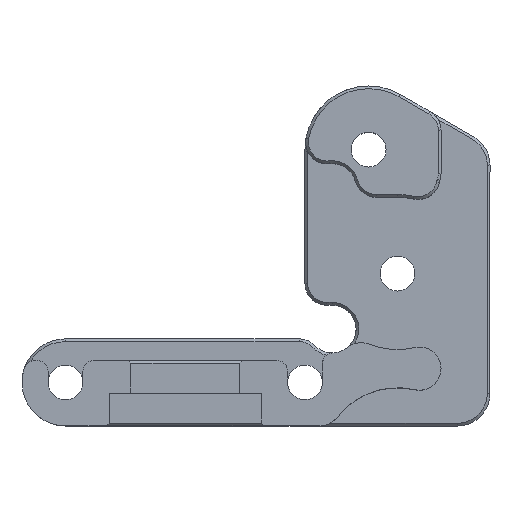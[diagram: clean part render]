
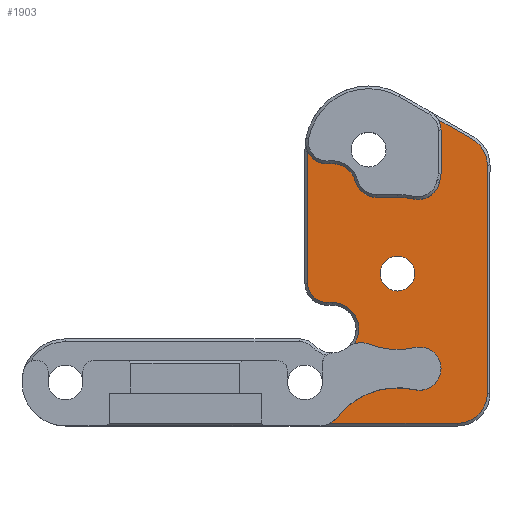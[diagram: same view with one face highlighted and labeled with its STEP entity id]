
A CAD part, top view. The second image highlights one B-rep face of the part: STEP entity #1903.
In plain terms, the highlighted planar face has unit normal (0, 0, 1).
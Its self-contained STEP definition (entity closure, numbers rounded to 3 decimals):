
#23=FACE_BOUND('',#320,.T.);
#106=PLANE('',#2116);
#207=FACE_OUTER_BOUND('',#319,.T.);
#319=EDGE_LOOP('',(#1720,#1721,#1722,#1723,#1724,#1725,#1726,#1727,#1728,
#1729,#1730,#1731,#1732,#1733,#1734,#1735,#1736,#1737,#1738,#1739,#1740,
#1741,#1742,#1743,#1744));
#320=EDGE_LOOP('',(#1745));
#346=CIRCLE('',#1956,7.);
#347=CIRCLE('',#1959,2.);
#348=CIRCLE('',#1961,2.2);
#349=CIRCLE('',#1963,2.);
#366=CIRCLE('',#1990,2.75);
#368=CIRCLE('',#1994,2.75);
#372=CIRCLE('',#2007,1.75);
#374=CIRCLE('',#2011,2.45);
#410=CIRCLE('',#2086,1.6);
#415=CIRCLE('',#2108,2.);
#416=CIRCLE('',#2111,2.);
#417=CIRCLE('',#2113,2.2);
#418=CIRCLE('',#2115,2.);
#419=CIRCLE('',#2117,2.);
#420=CIRCLE('',#2118,7.);
#421=CIRCLE('',#2119,1.96);
#422=CIRCLE('',#2120,2.);
#423=CIRCLE('',#2121,7.);
#424=CIRCLE('',#2122,2.);
#446=LINE('',#2797,#619);
#465=LINE('',#2910,#638);
#468=LINE('',#2921,#641);
#471=LINE('',#2933,#644);
#491=LINE('',#2975,#664);
#494=LINE('',#2986,#667);
#590=LINE('',#3284,#763);
#619=VECTOR('',#2219,10.);
#638=VECTOR('',#2300,10.);
#641=VECTOR('',#2311,10.);
#644=VECTOR('',#2324,10.);
#664=VECTOR('',#2360,10.);
#667=VECTOR('',#2371,10.);
#763=VECTOR('',#2667,10.);
#795=VERTEX_POINT('',#2789);
#796=VERTEX_POINT('',#2791);
#797=VERTEX_POINT('',#2795);
#798=VERTEX_POINT('',#2799);
#799=VERTEX_POINT('',#2803);
#802=VERTEX_POINT('',#2818);
#829=VERTEX_POINT('',#2903);
#832=VERTEX_POINT('',#2908);
#834=VERTEX_POINT('',#2913);
#836=VERTEX_POINT('',#2919);
#838=VERTEX_POINT('',#2925);
#840=VERTEX_POINT('',#2931);
#854=VERTEX_POINT('',#2973);
#856=VERTEX_POINT('',#2978);
#858=VERTEX_POINT('',#2984);
#860=VERTEX_POINT('',#2990);
#924=VERTEX_POINT('',#3228);
#933=VERTEX_POINT('',#3278);
#934=VERTEX_POINT('',#3282);
#935=VERTEX_POINT('',#3286);
#936=VERTEX_POINT('',#3290);
#937=VERTEX_POINT('',#3296);
#938=VERTEX_POINT('',#3298);
#939=VERTEX_POINT('',#3300);
#940=VERTEX_POINT('',#3302);
#941=VERTEX_POINT('',#3304);
#979=EDGE_CURVE('',#796,#795,#346,.T.);
#982=EDGE_CURVE('',#795,#797,#446,.T.);
#984=EDGE_CURVE('',#797,#798,#347,.T.);
#986=EDGE_CURVE('',#798,#799,#348,.T.);
#990=EDGE_CURVE('',#799,#802,#349,.T.);
#1025=EDGE_CURVE('',#832,#829,#465,.T.);
#1027=EDGE_CURVE('',#834,#832,#366,.T.);
#1030=EDGE_CURVE('',#836,#834,#468,.T.);
#1033=EDGE_CURVE('',#838,#836,#368,.T.);
#1036=EDGE_CURVE('',#840,#838,#471,.T.);
#1058=EDGE_CURVE('',#854,#802,#491,.T.);
#1060=EDGE_CURVE('',#856,#854,#372,.T.);
#1063=EDGE_CURVE('',#858,#856,#494,.T.);
#1066=EDGE_CURVE('',#860,#858,#374,.T.);
#1177=EDGE_CURVE('',#924,#924,#410,.T.);
#1201=EDGE_CURVE('',#840,#933,#415,.T.);
#1203=EDGE_CURVE('',#933,#934,#590,.T.);
#1205=EDGE_CURVE('',#934,#935,#416,.T.);
#1207=EDGE_CURVE('',#935,#936,#417,.T.);
#1208=EDGE_CURVE('',#936,#796,#418,.T.);
#1209=EDGE_CURVE('',#860,#937,#419,.T.);
#1210=EDGE_CURVE('',#937,#938,#420,.T.);
#1211=EDGE_CURVE('',#938,#939,#421,.T.);
#1212=EDGE_CURVE('',#939,#940,#422,.T.);
#1213=EDGE_CURVE('',#940,#941,#423,.T.);
#1214=EDGE_CURVE('',#941,#829,#424,.T.);
#1720=ORIENTED_EDGE('',*,*,#1036,.F.);
#1721=ORIENTED_EDGE('',*,*,#1201,.T.);
#1722=ORIENTED_EDGE('',*,*,#1203,.T.);
#1723=ORIENTED_EDGE('',*,*,#1205,.T.);
#1724=ORIENTED_EDGE('',*,*,#1207,.T.);
#1725=ORIENTED_EDGE('',*,*,#1208,.T.);
#1726=ORIENTED_EDGE('',*,*,#979,.T.);
#1727=ORIENTED_EDGE('',*,*,#982,.T.);
#1728=ORIENTED_EDGE('',*,*,#984,.T.);
#1729=ORIENTED_EDGE('',*,*,#986,.T.);
#1730=ORIENTED_EDGE('',*,*,#990,.T.);
#1731=ORIENTED_EDGE('',*,*,#1058,.F.);
#1732=ORIENTED_EDGE('',*,*,#1060,.F.);
#1733=ORIENTED_EDGE('',*,*,#1063,.F.);
#1734=ORIENTED_EDGE('',*,*,#1066,.F.);
#1735=ORIENTED_EDGE('',*,*,#1209,.T.);
#1736=ORIENTED_EDGE('',*,*,#1210,.T.);
#1737=ORIENTED_EDGE('',*,*,#1211,.T.);
#1738=ORIENTED_EDGE('',*,*,#1212,.T.);
#1739=ORIENTED_EDGE('',*,*,#1213,.T.);
#1740=ORIENTED_EDGE('',*,*,#1214,.T.);
#1741=ORIENTED_EDGE('',*,*,#1025,.F.);
#1742=ORIENTED_EDGE('',*,*,#1027,.F.);
#1743=ORIENTED_EDGE('',*,*,#1030,.F.);
#1744=ORIENTED_EDGE('',*,*,#1033,.F.);
#1745=ORIENTED_EDGE('',*,*,#1177,.T.);
#1903=ADVANCED_FACE('',(#207,#23),#106,.T.);
#1956=AXIS2_PLACEMENT_3D('',#2792,#2213,#2214);
#1959=AXIS2_PLACEMENT_3D('',#2801,#2223,#2224);
#1961=AXIS2_PLACEMENT_3D('',#2805,#2228,#2229);
#1963=AXIS2_PLACEMENT_3D('',#2823,#2233,#2234);
#1990=AXIS2_PLACEMENT_3D('',#2915,#2304,#2305);
#1994=AXIS2_PLACEMENT_3D('',#2927,#2316,#2317);
#2007=AXIS2_PLACEMENT_3D('',#2980,#2364,#2365);
#2011=AXIS2_PLACEMENT_3D('',#2997,#2375,#2376);
#2086=AXIS2_PLACEMENT_3D('',#3230,#2599,#2600);
#2108=AXIS2_PLACEMENT_3D('',#3280,#2662,#2663);
#2111=AXIS2_PLACEMENT_3D('',#3288,#2671,#2672);
#2113=AXIS2_PLACEMENT_3D('',#3292,#2676,#2677);
#2115=AXIS2_PLACEMENT_3D('',#3294,#2680,#2681);
#2116=AXIS2_PLACEMENT_3D('',#3295,#2682,#2683);
#2117=AXIS2_PLACEMENT_3D('',#3297,#2684,#2685);
#2118=AXIS2_PLACEMENT_3D('',#3299,#2686,#2687);
#2119=AXIS2_PLACEMENT_3D('',#3301,#2688,#2689);
#2120=AXIS2_PLACEMENT_3D('',#3303,#2690,#2691);
#2121=AXIS2_PLACEMENT_3D('',#3305,#2692,#2693);
#2122=AXIS2_PLACEMENT_3D('',#3306,#2694,#2695);
#2213=DIRECTION('center_axis',(0.,0.,1.));
#2214=DIRECTION('ref_axis',(0.211,0.978,0.));
#2219=DIRECTION('',(-1.,0.,0.));
#2223=DIRECTION('center_axis',(0.,0.,-1.));
#2224=DIRECTION('ref_axis',(-0.965,-0.262,0.));
#2228=DIRECTION('center_axis',(0.,0.,1.));
#2229=DIRECTION('ref_axis',(0.965,0.262,0.));
#2233=DIRECTION('center_axis',(0.,0.,-1.));
#2234=DIRECTION('ref_axis',(-0.983,0.181,0.));
#2300=DIRECTION('',(-1.,0.,0.));
#2304=DIRECTION('center_axis',(0.,0.,-1.));
#2305=DIRECTION('ref_axis',(0.,-1.,0.));
#2311=DIRECTION('',(0.,-1.,0.));
#2316=DIRECTION('center_axis',(0.,0.,-1.));
#2317=DIRECTION('ref_axis',(1.,0.,0.));
#2324=DIRECTION('',(0.866,-0.5,0.));
#2360=DIRECTION('',(0.,1.,0.));
#2364=DIRECTION('center_axis',(0.,0.,-1.));
#2365=DIRECTION('ref_axis',(-1.,0.,0.));
#2371=DIRECTION('',(-1.,0.,0.));
#2375=DIRECTION('center_axis',(0.,0.,1.));
#2376=DIRECTION('ref_axis',(0.723,0.69,0.));
#2599=DIRECTION('center_axis',(0.,0.,-1.));
#2600=DIRECTION('ref_axis',(-1.,0.,0.));
#2662=DIRECTION('center_axis',(0.,0.,-1.));
#2663=DIRECTION('ref_axis',(1.,0.,0.));
#2667=DIRECTION('',(0.,-1.,0.));
#2671=DIRECTION('center_axis',(0.,0.,-1.));
#2672=DIRECTION('ref_axis',(0.952,-0.306,0.));
#2676=DIRECTION('center_axis',(0.,0.,1.));
#2677=DIRECTION('ref_axis',(-0.952,0.306,0.));
#2680=DIRECTION('center_axis',(0.,0.,-1.));
#2681=DIRECTION('ref_axis',(-0.211,-0.978,0.));
#2682=DIRECTION('center_axis',(0.,0.,1.));
#2683=DIRECTION('ref_axis',(1.,0.,0.));
#2684=DIRECTION('center_axis',(0.,0.,-1.));
#2685=DIRECTION('ref_axis',(0.372,0.928,0.));
#2686=DIRECTION('center_axis',(0.,0.,1.));
#2687=DIRECTION('ref_axis',(-0.372,-0.928,0.));
#2688=DIRECTION('center_axis',(0.,0.,-1.));
#2689=DIRECTION('ref_axis',(1.,0.,0.));
#2690=DIRECTION('center_axis',(0.,0.,-1.));
#2691=DIRECTION('ref_axis',(-0.222,-0.975,0.));
#2692=DIRECTION('center_axis',(0.,0.,1.));
#2693=DIRECTION('ref_axis',(0.222,0.975,0.));
#2694=DIRECTION('center_axis',(0.,0.,-1.));
#2695=DIRECTION('ref_axis',(0.,-1.,0.));
#2789=CARTESIAN_POINT('',(90.,5.6,3.));
#2791=CARTESIAN_POINT('',(91.475,5.443,3.));
#2792=CARTESIAN_POINT('Origin',(90.,-1.4,3.));
#2795=CARTESIAN_POINT('',(88.052,5.6,3.));
#2797=CARTESIAN_POINT('',(82.526,5.6,3.));
#2799=CARTESIAN_POINT('',(86.122,7.076,3.));
#2801=CARTESIAN_POINT('Origin',(88.052,7.6,3.));
#2803=CARTESIAN_POINT('',(83.771,8.688,3.));
#2805=CARTESIAN_POINT('Origin',(83.999,6.5,3.));
#2818=CARTESIAN_POINT('',(81.75,9.834,3.));
#2823=CARTESIAN_POINT('Origin',(83.564,10.677,3.));
#2903=CARTESIAN_POINT('',(83.844,-15.15,3.));
#2908=CARTESIAN_POINT('',(95.5,-15.15,3.));
#2910=CARTESIAN_POINT('',(68.25,-15.15,3.));
#2913=CARTESIAN_POINT('',(98.25,-12.4,3.));
#2915=CARTESIAN_POINT('Origin',(95.5,-12.4,3.));
#2919=CARTESIAN_POINT('',(98.25,8.565,3.));
#2921=CARTESIAN_POINT('',(98.25,-6.093,3.));
#2925=CARTESIAN_POINT('',(96.875,10.947,3.));
#2927=CARTESIAN_POINT('Origin',(95.5,8.565,3.));
#2931=CARTESIAN_POINT('',(93.714,12.772,3.));
#2933=CARTESIAN_POINT('',(91.745,13.909,3.));
#2973=CARTESIAN_POINT('',(81.75,-2.3,3.));
#2975=CARTESIAN_POINT('',(81.75,5.097,3.));
#2978=CARTESIAN_POINT('',(83.5,-4.05,3.));
#2980=CARTESIAN_POINT('Origin',(83.5,-2.3,3.));
#2984=CARTESIAN_POINT('',(83.999,-4.05,3.));
#2986=CARTESIAN_POINT('',(80.25,-4.05,3.));
#2990=CARTESIAN_POINT('',(86.043,-7.85,3.));
#2997=CARTESIAN_POINT('Origin',(83.999,-6.5,3.));
#3228=CARTESIAN_POINT('',(91.6,-1.4,3.));
#3230=CARTESIAN_POINT('Origin',(90.,-1.4,3.));
#3278=CARTESIAN_POINT('',(94.,11.741,3.));
#3280=CARTESIAN_POINT('Origin',(92.,11.741,3.));
#3282=CARTESIAN_POINT('',(94.,7.784,3.));
#3284=CARTESIAN_POINT('',(94.,3.999,3.));
#3286=CARTESIAN_POINT('',(93.904,7.172,3.));
#3288=CARTESIAN_POINT('Origin',(92.,7.784,3.));
#3290=CARTESIAN_POINT('',(93.85,6.97,3.));
#3292=CARTESIAN_POINT('Origin',(95.999,6.5,3.));
#3294=CARTESIAN_POINT('Origin',(91.896,7.398,3.));
#3295=CARTESIAN_POINT('Origin',(77.,0.215,3.));
#3296=CARTESIAN_POINT('',(87.397,-7.898,3.));
#3297=CARTESIAN_POINT('Origin',(86.654,-9.755,3.));
#3298=CARTESIAN_POINT('',(91.593,-8.216,3.));
#3299=CARTESIAN_POINT('Origin',(90.,-1.4,3.));
#3300=CARTESIAN_POINT('',(94.,-10.125,3.));
#3301=CARTESIAN_POINT('Origin',(92.04,-10.125,3.));
#3302=CARTESIAN_POINT('',(91.556,-12.075,3.));
#3303=CARTESIAN_POINT('Origin',(92.,-10.125,3.));
#3304=CARTESIAN_POINT('',(84.459,-14.622,3.));
#3305=CARTESIAN_POINT('Origin',(90.,-18.9,3.));
#3306=CARTESIAN_POINT('Origin',(82.876,-13.4,3.));
